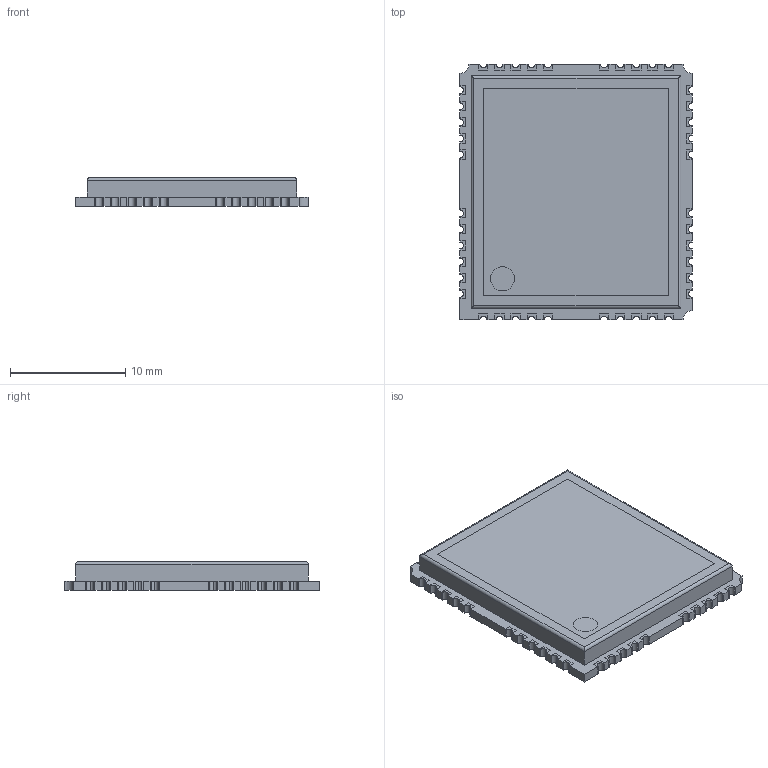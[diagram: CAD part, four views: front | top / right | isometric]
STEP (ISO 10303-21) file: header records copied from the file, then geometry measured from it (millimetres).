
FILE_DESCRIPTION (( 'STEP AP214' ), '1' );
FILE_NAME ('User Library-Fibocom_G510.STEP', '2021-01-27T10:47:48', ( '' ), ( '' ), 'SwSTEP 2.0', 'SolidWorks 2020', '' );
FILE_SCHEMA (( 'AUTOMOTIVE_DESIGN' ));
Length unit declared in the file: millimetre
Products named in the file (1): User Library-Fibocom_G510
Bounding box: 20.2 x 22.2 x 2.5 mm (x, y, z)
Volume: 978.7 mm3; surface area: 1082.9 mm2
Topology: 1 solids, 1 shells, 328 faces, 968 edges, 648 vertices
Faces by surface type: plane 268, cylinder 60
Entity records: 14434 total; most frequent: CARTESIAN_POINT 1957, ORIENTED_EDGE 1936, DIRECTION 1742, EDGE_CURVE 968, LINE 844, VECTOR 844, VERTEX_POINT 648, AXIS2_PLACEMENT_3D 449
